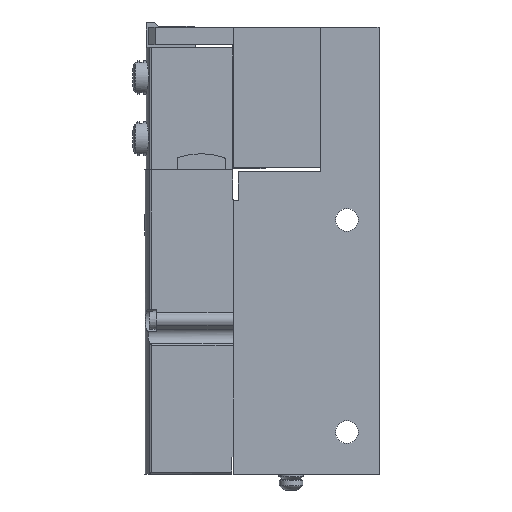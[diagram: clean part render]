
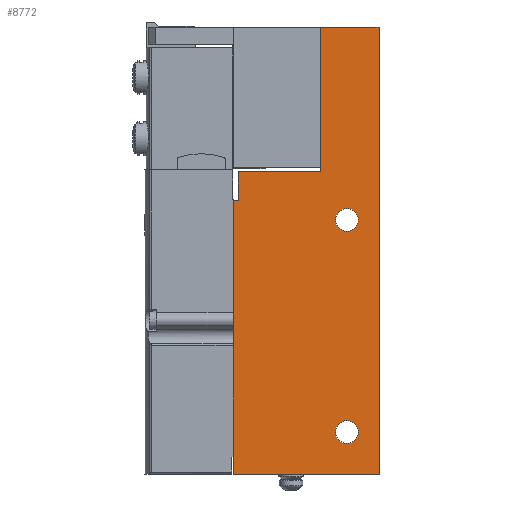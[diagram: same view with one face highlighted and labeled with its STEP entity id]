
A CAD part, left-side view. The second image highlights one B-rep face of the part: STEP entity #8772.
In plain terms, the highlighted planar face has unit normal (-1, 0, 0).
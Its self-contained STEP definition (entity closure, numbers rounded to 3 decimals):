
#368=LINE('',#13222,#1132);
#371=LINE('',#13228,#1135);
#374=LINE('',#13238,#1138);
#379=LINE('',#13250,#1143);
#381=LINE('',#13260,#1145);
#386=LINE('',#13270,#1150);
#390=LINE('',#13278,#1154);
#393=LINE('',#13286,#1157);
#1132=VECTOR('',#10455,1000.);
#1135=VECTOR('',#10460,1000.);
#1138=VECTOR('',#10469,1000.);
#1143=VECTOR('',#10478,1000.);
#1145=VECTOR('',#10488,1000.);
#1150=VECTOR('',#10495,1000.);
#1154=VECTOR('',#10501,1000.);
#1157=VECTOR('',#10508,1000.);
#1942=ORIENTED_EDGE('',*,*,#4388,.T.);
#1943=ORIENTED_EDGE('',*,*,#4389,.T.);
#1944=ORIENTED_EDGE('',*,*,#4353,.F.);
#1945=ORIENTED_EDGE('',*,*,#4385,.F.);
#1946=ORIENTED_EDGE('',*,*,#4381,.F.);
#1947=ORIENTED_EDGE('',*,*,#4377,.F.);
#1948=ORIENTED_EDGE('',*,*,#4372,.F.);
#1949=ORIENTED_EDGE('',*,*,#4367,.F.);
#1950=ORIENTED_EDGE('',*,*,#4361,.F.);
#1951=ORIENTED_EDGE('',*,*,#4356,.F.);
#4353=EDGE_CURVE('',#5580,#5581,#368,.T.);
#4356=EDGE_CURVE('',#5581,#5583,#371,.T.);
#4361=EDGE_CURVE('',#5583,#5587,#374,.T.);
#4367=EDGE_CURVE('',#5587,#5592,#379,.T.);
#4372=EDGE_CURVE('',#5592,#5596,#381,.T.);
#4377=EDGE_CURVE('',#5596,#5600,#386,.T.);
#4381=EDGE_CURVE('',#5600,#5603,#390,.T.);
#4385=EDGE_CURVE('',#5603,#5580,#393,.T.);
#4388=EDGE_CURVE('',#5607,#5607,#6452,.T.);
#4389=EDGE_CURVE('',#5608,#5608,#6453,.T.);
#5580=VERTEX_POINT('',#13221);
#5581=VERTEX_POINT('',#13223);
#5583=VERTEX_POINT('',#13229);
#5587=VERTEX_POINT('',#13239);
#5592=VERTEX_POINT('',#13251);
#5596=VERTEX_POINT('',#13261);
#5600=VERTEX_POINT('',#13271);
#5603=VERTEX_POINT('',#13279);
#5607=VERTEX_POINT('',#13292);
#5608=VERTEX_POINT('',#13294);
#6452=CIRCLE('',#9462,2.75);
#6453=CIRCLE('',#9463,2.75);
#6871=EDGE_LOOP('',(#1942));
#6872=EDGE_LOOP('',(#1943));
#6873=EDGE_LOOP('',(#1944,#1945,#1946,#1947,#1948,#1949,#1950,#1951));
#7649=FACE_BOUND('',#6871,.T.);
#7650=FACE_BOUND('',#6872,.T.);
#7651=FACE_BOUND('',#6873,.T.);
#8427=PLANE('',#9461);
#8772=ADVANCED_FACE('',(#7649,#7650,#7651),#8427,.F.);
#9461=AXIS2_PLACEMENT_3D('',#13290,#10511,#10512);
#9462=AXIS2_PLACEMENT_3D('',#13291,#10513,#10514);
#9463=AXIS2_PLACEMENT_3D('',#13293,#10515,#10516);
#10455=DIRECTION('',(0.,0.,1.));
#10460=DIRECTION('',(0.,-1.,0.));
#10469=DIRECTION('',(0.,0.,-1.));
#10478=DIRECTION('',(0.,1.,0.));
#10488=DIRECTION('',(0.,0.,1.));
#10495=DIRECTION('',(0.,-1.,0.));
#10501=DIRECTION('',(0.,0.,1.));
#10508=DIRECTION('',(0.,-1.,0.));
#10511=DIRECTION('',(1.,0.,0.));
#10512=DIRECTION('',(0.,0.,-1.));
#10513=DIRECTION('',(1.,0.,0.));
#10514=DIRECTION('',(0.,0.,-1.));
#10515=DIRECTION('',(1.,0.,0.));
#10516=DIRECTION('',(0.,0.,-1.));
#13221=CARTESIAN_POINT('',(-24.4,14.05,36.7));
#13222=CARTESIAN_POINT('',(-24.4,14.05,36.7));
#13223=CARTESIAN_POINT('',(-24.4,14.05,71.4));
#13228=CARTESIAN_POINT('',(-24.4,14.05,71.4));
#13229=CARTESIAN_POINT('',(-24.4,0.,71.4));
#13238=CARTESIAN_POINT('',(-24.4,0.,71.4));
#13239=CARTESIAN_POINT('',(-24.4,0.,-35.9));
#13250=CARTESIAN_POINT('',(-24.4,0.,-35.9));
#13251=CARTESIAN_POINT('',(-24.4,35.,-35.9));
#13260=CARTESIAN_POINT('',(-24.4,35.,-35.9));
#13261=CARTESIAN_POINT('',(-24.4,35.,29.75));
#13270=CARTESIAN_POINT('',(-24.4,35.,29.75));
#13271=CARTESIAN_POINT('',(-24.4,33.75,29.75));
#13278=CARTESIAN_POINT('',(-24.4,33.75,29.75));
#13279=CARTESIAN_POINT('',(-24.4,33.75,36.7));
#13286=CARTESIAN_POINT('',(-24.4,33.75,36.7));
#13290=CARTESIAN_POINT('',(-24.4,0.,0.));
#13291=CARTESIAN_POINT('',(-24.4,7.7,25.1));
#13292=CARTESIAN_POINT('',(-24.4,7.7,22.35));
#13293=CARTESIAN_POINT('',(-24.4,7.7,-25.8));
#13294=CARTESIAN_POINT('',(-24.4,7.7,-28.55));
